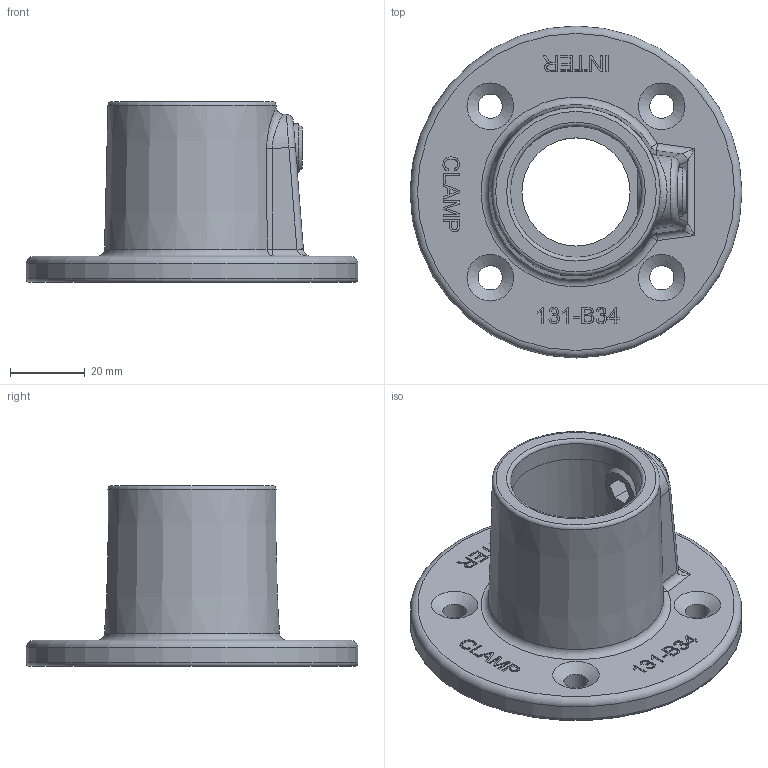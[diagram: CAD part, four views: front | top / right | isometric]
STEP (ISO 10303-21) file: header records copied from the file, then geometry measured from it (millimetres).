
FILE_DESCRIPTION(/* description */ (''),/* implementation_level */ '2;1');
FILE_NAME(/* name */ 'Interguard 131-B34 v13.step',/* time_stamp */ '2019-05-06T14:43:01+01:00',/* author */ ('alias-andyDSVP6'),/* organization */ (''),/* preprocessor_version */ 'ST-DEVELOPER v18',/* originating_system */ 'Autodesk Translation Framework v8.2.0.1029',/* authorisation */ '');
FILE_SCHEMA (('AUTOMOTIVE_DESIGN { 1 0 10303 214 3 1 1 }'));
Length unit declared in the file: millimetre
Products named in the file (1): Interguard 131-B34
Bounding box: 89 x 89 x 48.5 mm (x, y, z)
Volume: 68394 mm3; surface area: 24702.2 mm2
Topology: 1 solids, 1 shells, 350 faces, 952 edges, 630 vertices
Faces by surface type: plane 169, bspline 145, cylinder 19, cone 9, torus 6, sphere 2
Full cylindrical faces by diameter (mm): 6.5 x4, 13 x1, 29 x1, 35.18 x2, 36.18 x2, 89 x1
Entity records: 12620 total; most frequent: CARTESIAN_POINT 4626, ORIENTED_EDGE 1902, DIRECTION 1154, EDGE_CURVE 951, VERTEX_POINT 631, LINE 574, VECTOR 574, EDGE_LOOP 390
